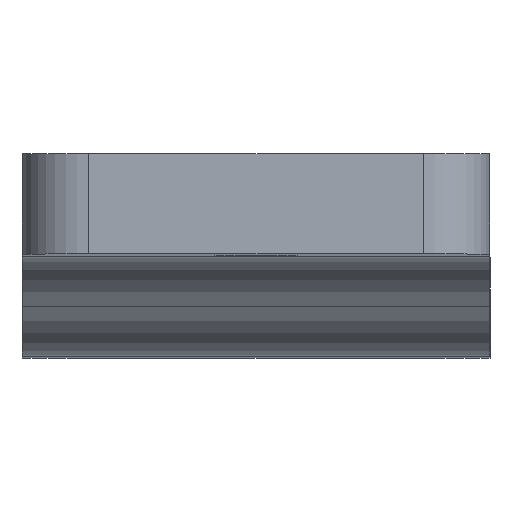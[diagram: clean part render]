
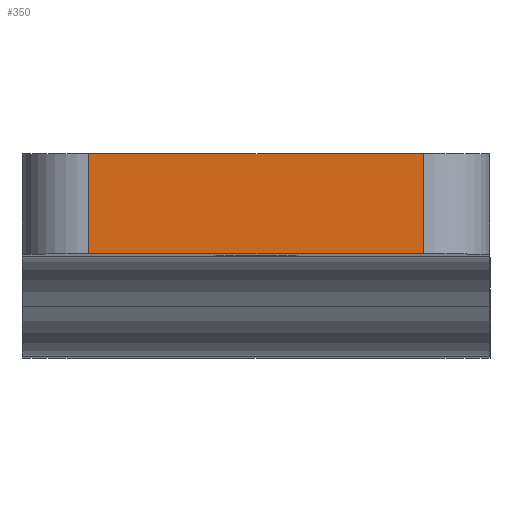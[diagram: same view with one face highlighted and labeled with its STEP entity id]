
A CAD part, top view. The second image highlights one B-rep face of the part: STEP entity #350.
In plain terms, the highlighted planar face has unit normal (0, 0, 1).
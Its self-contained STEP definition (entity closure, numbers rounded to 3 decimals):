
#28=PLANE('',#411);
#46=FACE_OUTER_BOUND('',#70,.T.);
#70=EDGE_LOOP('',(#319,#320,#321,#322));
#72=LINE('',#527,#100);
#78=LINE('',#546,#106);
#82=LINE('',#561,#110);
#93=LINE('',#597,#121);
#100=VECTOR('',#421,10.);
#106=VECTOR('',#437,10.);
#110=VECTOR('',#451,10.);
#121=VECTOR('',#490,10.);
#147=VERTEX_POINT('',#520);
#150=VERTEX_POINT('',#525);
#158=VERTEX_POINT('',#545);
#163=VERTEX_POINT('',#557);
#182=EDGE_CURVE('',#150,#147,#72,.T.);
#191=EDGE_CURVE('',#158,#147,#78,.T.);
#199=EDGE_CURVE('',#158,#163,#82,.T.);
#218=EDGE_CURVE('',#163,#150,#93,.T.);
#319=ORIENTED_EDGE('',*,*,#182,.F.);
#320=ORIENTED_EDGE('',*,*,#218,.F.);
#321=ORIENTED_EDGE('',*,*,#199,.F.);
#322=ORIENTED_EDGE('',*,*,#191,.T.);
#350=ADVANCED_FACE('',(#46),#28,.T.);
#411=AXIS2_PLACEMENT_3D('',#616,#516,#517);
#421=DIRECTION('',(0.,1.,0.));
#437=DIRECTION('',(-1.,0.,0.));
#451=DIRECTION('',(0.,-1.,0.));
#490=DIRECTION('',(-1.,0.,0.));
#516=DIRECTION('center_axis',(0.,0.,
1.));
#517=DIRECTION('ref_axis',(-1.,0.,0.));
#520=CARTESIAN_POINT('',(-39.142,-18.936,31.629));
#525=CARTESIAN_POINT('',(-39.142,-21.936,31.629));
#527=CARTESIAN_POINT('',(-39.142,-20.436,31.629));
#545=CARTESIAN_POINT('',(-29.142,-18.936,31.629));
#546=CARTESIAN_POINT('',(-24.142,-18.936,31.629));
#557=CARTESIAN_POINT('',(-29.142,-21.936,31.629));
#561=CARTESIAN_POINT('',(-29.142,-20.436,31.629));
#597=CARTESIAN_POINT('',(-24.142,-21.936,31.629));
#616=CARTESIAN_POINT('Origin',(-24.142,-18.936,31.629));
